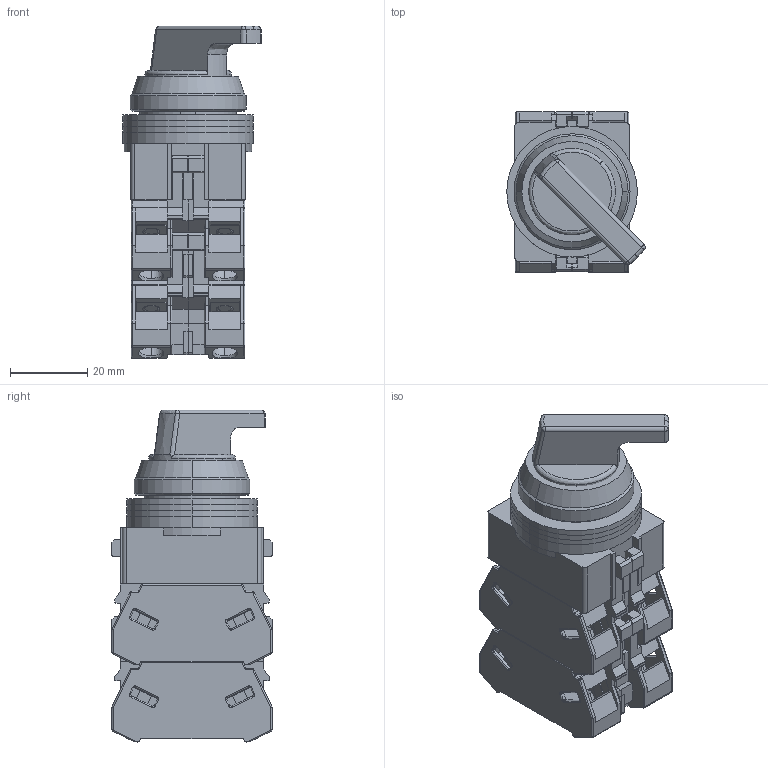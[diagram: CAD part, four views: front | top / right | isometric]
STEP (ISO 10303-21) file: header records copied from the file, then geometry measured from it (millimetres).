
FILE_DESCRIPTION (( 'STEP AP203' ), '1' );
FILE_NAME ('140_ASS[2][3]($)LxxN-($$$).STEP', '2020-11-20T06:57:04', ( '' ), ( '' ), 'SwSTEP 2.0', 'SolidWorks 2019', '' );
FILE_SCHEMA (( 'CONFIG_CONTROL_DESIGN' ));
Length unit declared in the file: millimetre
Products named in the file (7): OG-22_蹬怮椔; HW-Uxx(R)_蹬怮椔; 140_ASS[2][3]($)LxxN-($$$); ABS_BODY_蹬怮椔; ASSHHL_蹬怮椔; OW-22_蹬怮椔; OW-21_蹬怮椔
Assembly tree (11 placements, depth 2):
  140_ASS[2][3]($)LxxN-($$$)
    ABS_BODY_蹬怮椔
    ASSHHL_蹬怮椔
    OW-22_蹬怮椔
    OW-21_蹬怮椔  x3
    OG-22_蹬怮椔
    HW-Uxx(R)_蹬怮椔  x4
Bounding box: 35.83 x 41.4 x 85.9 mm (x, y, z)
Volume: 69665.7 mm3; surface area: 32850.7 mm2
Topology: 11 solids, 11 shells, 1190 faces, 3240 edges, 2071 vertices
Faces by surface type: plane 696, cylinder 314, bspline 157, cone 23
Entity records: 13322 total; most frequent: CARTESIAN_POINT 3307, ORIENTED_EDGE 1988, DIRECTION 1823, EDGE_CURVE 994, VECTOR 681, LINE 681, VERTEX_POINT 639, AXIS2_PLACEMENT_3D 571
